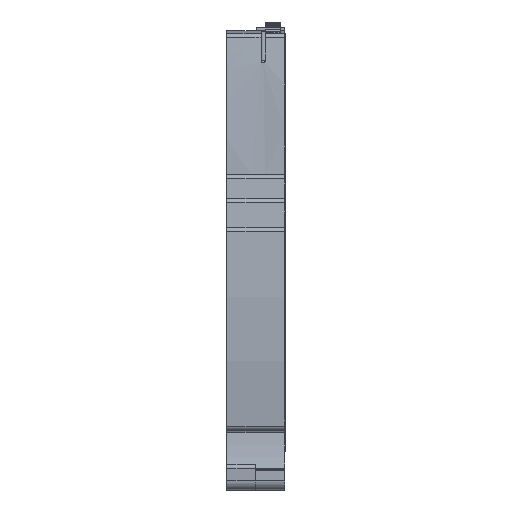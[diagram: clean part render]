
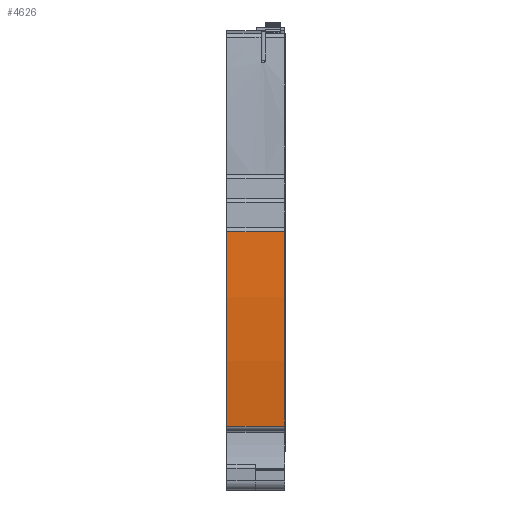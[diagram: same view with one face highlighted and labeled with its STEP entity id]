
A CAD part, front view. The second image highlights one B-rep face of the part: STEP entity #4626.
In plain terms, the highlighted cylindrical face has radius 202 mm (diameter 404 mm), a partial arc.
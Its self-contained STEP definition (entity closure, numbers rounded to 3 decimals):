
#4599=AXIS2_PLACEMENT_3D('Cylinder Axis2P3D',#4596,#4597,#4598) ;
#4603=AXIS2_PLACEMENT_3D('Circle Axis2P3D',#4601,#4602,$) ;
#4617=AXIS2_PLACEMENT_3D('Circle Axis2P3D',#4615,#4616,$) ;
#4569=CARTESIAN_POINT('Line Origine',(1.94,0.609,53.828)) ;
#4573=CARTESIAN_POINT('Vertex',(12.05,0.609,53.828)) ;
#4575=CARTESIAN_POINT('Vertex',(0.,0.609,53.828)) ;
#4596=CARTESIAN_POINT('Axis2P3D Location',(2.55,202.,38.15)) ;
#4601=CARTESIAN_POINT('Axis2P3D Location',(0.,202.,38.15)) ;
#4605=CARTESIAN_POINT('Vertex',(0.,1.531,13.327)) ;
#4608=CARTESIAN_POINT('Line Origine',(2.55,1.531,13.327)) ;
#4612=CARTESIAN_POINT('Vertex',(12.05,1.531,13.327)) ;
#4615=CARTESIAN_POINT('Axis2P3D Location',(12.05,202.,38.15)) ;
#4570=DIRECTION('Vector Direction',(1.,0.,0.)) ;
#4597=DIRECTION('Axis2P3D Direction',(1.,0.,0.)) ;
#4598=DIRECTION('Axis2P3D XDirection',(0.,-0.997,0.082)) ;
#4602=DIRECTION('Axis2P3D Direction',(1.,0.,0.)) ;
#4609=DIRECTION('Vector Direction',(1.,0.,0.)) ;
#4616=DIRECTION('Axis2P3D Direction',(1.,0.,0.)) ;
#4571=VECTOR('Line Direction',#4570,1.) ;
#4610=VECTOR('Line Direction',#4609,1.) ;
#4621=ORIENTED_EDGE('',*,*,#4607,.T.) ;
#4622=ORIENTED_EDGE('',*,*,#4614,.F.) ;
#4623=ORIENTED_EDGE('',*,*,#4619,.F.) ;
#4624=ORIENTED_EDGE('',*,*,#4577,.T.) ;
#4626=ADVANCED_FACE('KLEMME',(#4625),#4600,.T.) ;
#4604=CIRCLE('generated circle',#4603,202.) ;
#4618=CIRCLE('generated circle',#4617,202.) ;
#4600=CYLINDRICAL_SURFACE('generated cylinder',#4599,202.) ;
#4577=EDGE_CURVE('',#4574,#4576,#4572,.F.) ;
#4607=EDGE_CURVE('',#4576,#4606,#4604,.T.) ;
#4614=EDGE_CURVE('',#4613,#4606,#4611,.F.) ;
#4619=EDGE_CURVE('',#4574,#4613,#4618,.T.) ;
#4620=EDGE_LOOP('',(#4621,#4622,#4623,#4624)) ;
#4625=FACE_OUTER_BOUND('',#4620,.T.) ;
#4572=LINE('Line',#4569,#4571) ;
#4611=LINE('Line',#4608,#4610) ;
#4574=VERTEX_POINT('',#4573) ;
#4576=VERTEX_POINT('',#4575) ;
#4606=VERTEX_POINT('',#4605) ;
#4613=VERTEX_POINT('',#4612) ;
